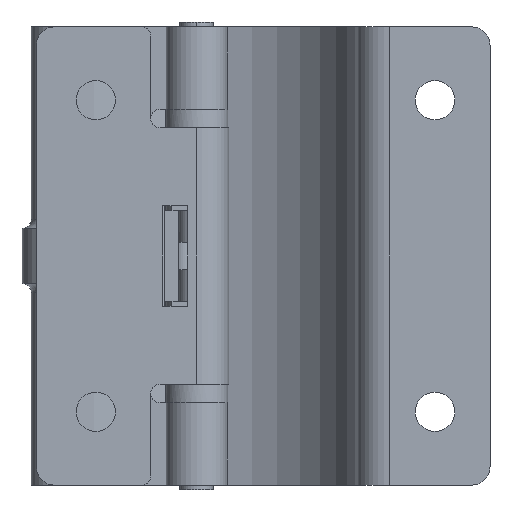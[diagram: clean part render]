
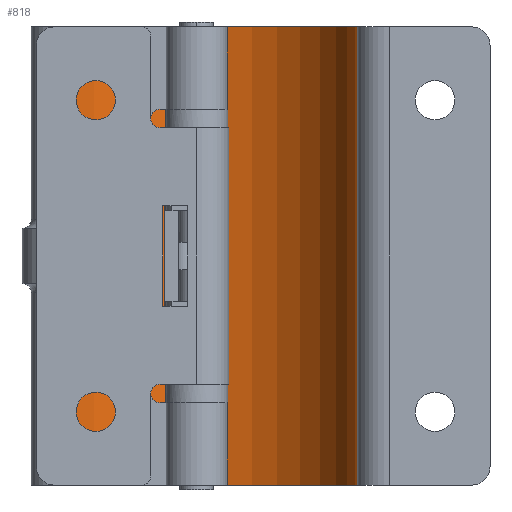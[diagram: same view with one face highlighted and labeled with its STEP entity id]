
A CAD part, front view. The second image highlights one B-rep face of the part: STEP entity #818.
In plain terms, the highlighted cylindrical face has radius 17.5 mm (diameter 35 mm), a partial arc.
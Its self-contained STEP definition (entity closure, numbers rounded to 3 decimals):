
#234 = LINE ( 'NONE', #235, #2496 ) ;
#235 = CARTESIAN_POINT ( 'NONE',  ( -16.435, 6.012, 25. ) ) ;
#236 = DIRECTION ( 'NONE',  ( 0., 0., -1. ) ) ;
#576 = LINE ( 'NONE', #577, #2613 ) ;
#577 = CARTESIAN_POINT ( 'NONE',  ( 17.5, 0., 25. ) ) ;
#578 = DIRECTION ( 'NONE',  ( 0., 0., -1. ) ) ;
#818 = ADVANCED_FACE ( 'NONE', ( #3423 ), #3429, .F. ) ;
#960 = CIRCLE ( 'NONE', #2787, 17.5 ) ;
#975 = CIRCLE ( 'NONE', #2478, 17.5 ) ;
#1635 = CARTESIAN_POINT ( 'NONE',  ( 0., 0., 25. ) ) ;
#1639 = DIRECTION ( 'NONE',  ( 0., 0., -1. ) ) ;
#1640 = DIRECTION ( 'NONE',  ( 1., 0., 0. ) ) ;
#1743 = CARTESIAN_POINT ( 'NONE',  ( 0., 0., -25. ) ) ;
#1744 = DIRECTION ( 'NONE',  ( 0., 0., -1. ) ) ;
#1745 = DIRECTION ( 'NONE',  ( 1., 0., 0. ) ) ;
#1926 = CARTESIAN_POINT ( 'NONE',  ( 0., 0., 25. ) ) ;
#1927 = DIRECTION ( 'NONE',  ( 0., 0., -1. ) ) ;
#1928 = DIRECTION ( 'NONE',  ( -1., 0., 0. ) ) ;
#2286 = CARTESIAN_POINT ( 'NONE',  ( -16.435, 6.012, -25. ) ) ;
#2288 = CARTESIAN_POINT ( 'NONE',  ( -16.435, 6.012, 25. ) ) ;
#2310 = CARTESIAN_POINT ( 'NONE',  ( 17.5, 0., 25. ) ) ;
#2315 = CARTESIAN_POINT ( 'NONE',  ( 17.5, 0., -25. ) ) ;
#2478 = AXIS2_PLACEMENT_3D ( 'NONE', #1743, #1744, #1745 ) ;
#2496 = VECTOR ( 'NONE', #236, 1000. ) ;
#2613 = VECTOR ( 'NONE', #578, 1000. ) ;
#2787 = AXIS2_PLACEMENT_3D ( 'NONE', #1635, #1639, #1640 ) ;
#2954 = VERTEX_POINT ( 'NONE', #2286 ) ;
#2956 = VERTEX_POINT ( 'NONE', #2288 ) ;
#2978 = VERTEX_POINT ( 'NONE', #2310 ) ;
#2983 = VERTEX_POINT ( 'NONE', #2315 ) ;
#3362 = ORIENTED_EDGE ( 'NONE', *, *, #3930, .F. ) ;
#3363 = ORIENTED_EDGE ( 'NONE', *, *, #3965, .T. ) ;
#3364 = ORIENTED_EDGE ( 'NONE', *, *, #4096, .F. ) ;
#3366 = ORIENTED_EDGE ( 'NONE', *, *, #3982, .T. ) ;
#3423 = FACE_OUTER_BOUND ( 'NONE', #4390, .T. ) ;
#3428 = AXIS2_PLACEMENT_3D ( 'NONE', #1926, #1927, #1928 ) ;
#3429 = CYLINDRICAL_SURFACE ( 'NONE', #3428, 17.5 ) ;
#3930 = EDGE_CURVE ( 'NONE', #2956, #2978, #960, .T. ) ;
#3965 = EDGE_CURVE ( 'NONE', #2954, #2983, #975, .T. ) ;
#3982 = EDGE_CURVE ( 'NONE', #2956, #2954, #234, .T. ) ;
#4096 = EDGE_CURVE ( 'NONE', #2978, #2983, #576, .T. ) ;
#4390 = EDGE_LOOP ( 'NONE', ( #3363, #3364, #3362, #3366 ) ) ;
